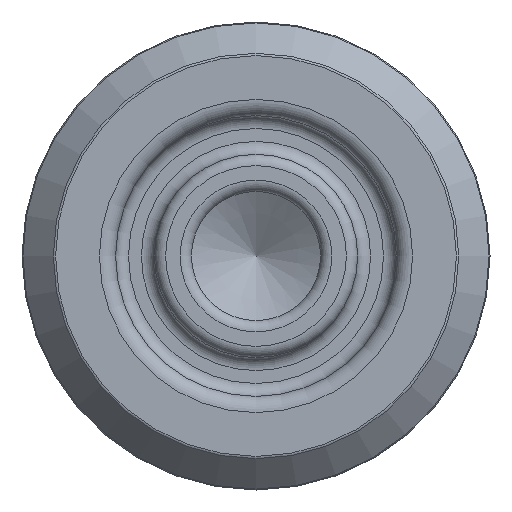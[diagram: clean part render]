
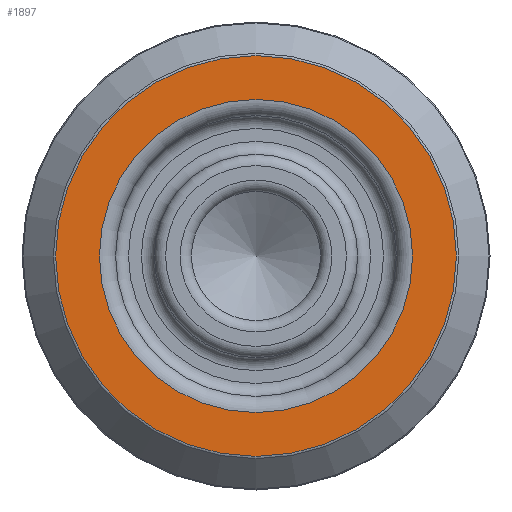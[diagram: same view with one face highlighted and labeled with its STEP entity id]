
A CAD part, front view. The second image highlights one B-rep face of the part: STEP entity #1897.
In plain terms, the highlighted planar face has unit normal (0, -1, 0).
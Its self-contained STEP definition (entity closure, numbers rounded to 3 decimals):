
#243=PLANE('',#2514);
#323=CIRCLE('',#2515,6.209);
#324=CIRCLE('',#2516,4.85);
#666=ORIENTED_EDGE('',*,*,#1047,.T.);
#667=ORIENTED_EDGE('',*,*,#1048,.T.);
#1047=EDGE_CURVE('',#1264,#1264,#323,.T.);
#1048=EDGE_CURVE('',#1265,#1265,#324,.T.);
#1264=VERTEX_POINT('',#8364);
#1265=VERTEX_POINT('',#8366);
#1497=EDGE_LOOP('',(#666));
#1498=EDGE_LOOP('',(#667));
#1686=FACE_BOUND('',#1497,.T.);
#1687=FACE_BOUND('',#1498,.T.);
#1897=ADVANCED_FACE('',(#1686,#1687),#243,.T.);
#2514=AXIS2_PLACEMENT_3D('',#8362,#2919,#2920);
#2515=AXIS2_PLACEMENT_3D('',#8363,#2921,#2922);
#2516=AXIS2_PLACEMENT_3D('',#8365,#2923,#2924);
#2919=DIRECTION('',(0.,-1.,0.));
#2920=DIRECTION('',(0.,0.,-1.));
#2921=DIRECTION('',(0.,-1.,0.));
#2922=DIRECTION('',(0.,0.,-1.));
#2923=DIRECTION('',(0.,1.,0.));
#2924=DIRECTION('',(0.,0.,1.));
#8362=CARTESIAN_POINT('',(0.,-16.5,-4.85));
#8363=CARTESIAN_POINT('',(0.,-16.5,0.));
#8364=CARTESIAN_POINT('',(0.,-16.5,-6.209));
#8365=CARTESIAN_POINT('',(0.,-16.5,0.));
#8366=CARTESIAN_POINT('',(0.,-16.5,4.85));
